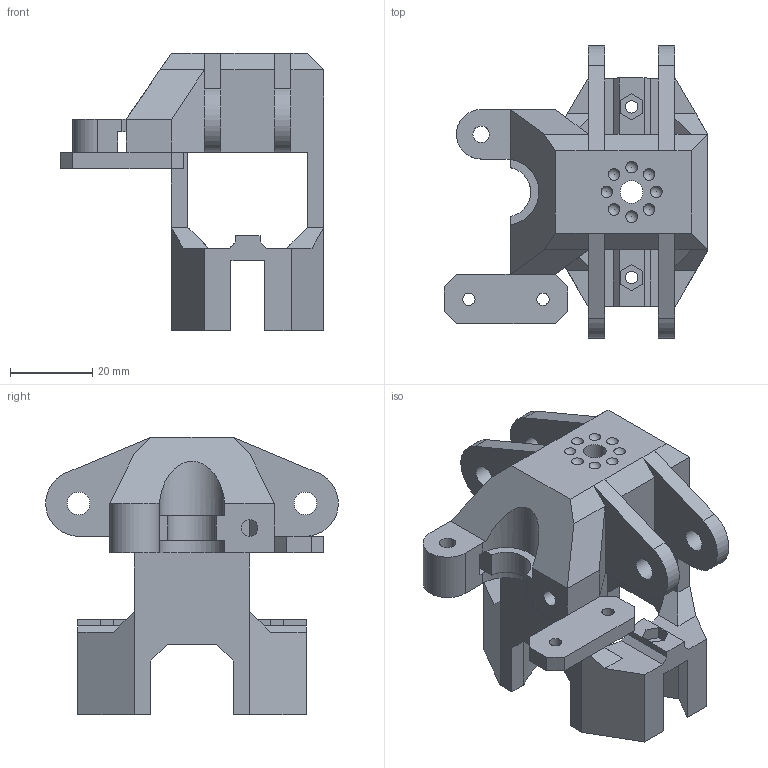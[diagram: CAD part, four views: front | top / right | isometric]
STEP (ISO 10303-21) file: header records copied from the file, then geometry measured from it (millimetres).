
FILE_DESCRIPTION(/* description */ (''),/* implementation_level */ '2;1');
FILE_NAME(/* name */ 'X-Slide Top.step',/* time_stamp */ '2018-04-17T08:24:21+02:00',/* author */ (''),/* organization */ (''),/* preprocessor_version */ 'ST-DEVELOPER v16.13',/* originating_system */ 'Autodesk Translation Framework v6.5.0.72',/* authorisation */ '');
FILE_SCHEMA (('AUTOMOTIVE_DESIGN { 1 0 10303 214 3 1 1 }'));
Length unit declared in the file: millimetre
Products named in the file (1): X-Slide Top (1)
Bounding box: 64 x 70.99 x 67.25 mm (x, y, z)
Volume: 47137 mm3; surface area: 24584.1 mm2
Topology: 1 solids, 1 shells, 181 faces, 503 edges, 326 vertices
Faces by surface type: plane 140, cylinder 28, sphere 8, cone 5
Full cylindrical faces by diameter (mm): 2.8 x4, 3 x4, 4 x3, 5 x1, 5.5 x5
Entity records: 5793 total; most frequent: CARTESIAN_POINT 1002, ORIENTED_EDGE 988, DIRECTION 963, EDGE_CURVE 494, LINE 389, VECTOR 389, VERTEX_POINT 326, AXIS2_PLACEMENT_3D 287
